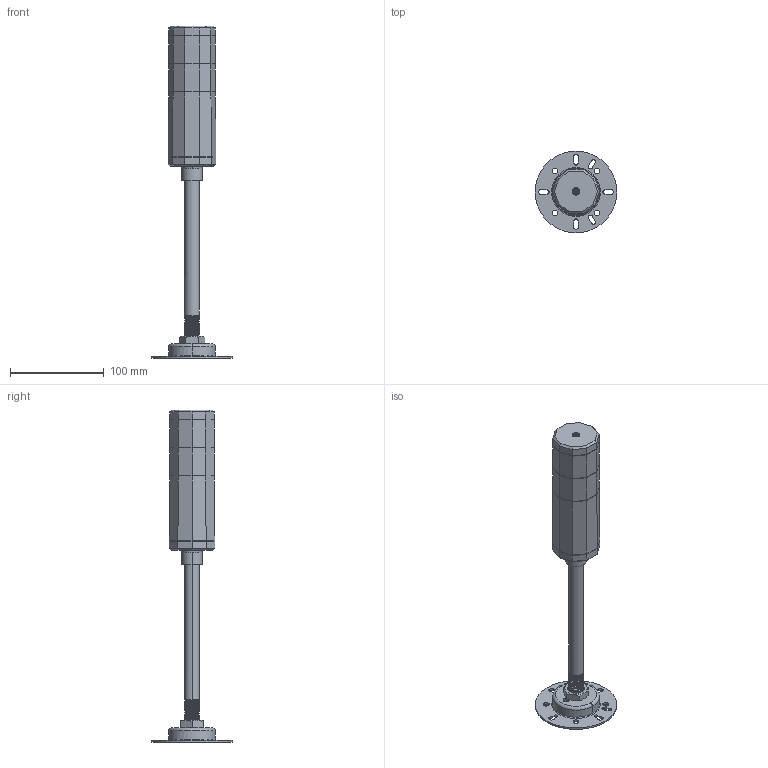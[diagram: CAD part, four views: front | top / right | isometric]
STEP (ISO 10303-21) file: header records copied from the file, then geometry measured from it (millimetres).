
FILE_DESCRIPTION (( 'STEP AP203' ), '1' );
FILE_NAME ('NLA50DC-2B4D SERIES.STEP', '2026-03-09T03:03:57', ( '' ), ( '' ), 'SwSTEP 2.0', 'SolidWorks 2021', '' );
FILE_SCHEMA (( 'CONFIG_CONTROL_DESIGN' ));
Length unit declared in the file: millimetre
Products named in the file (1): NLA50DC-2B4D SERIES
Bounding box: 87.5 x 87.5 x 355 mm (x, y, z)
Volume: 315103.9 mm3; surface area: 81215.7 mm2
Topology: 17 solids, 17 shells, 444 faces, 1148 edges, 746 vertices
Faces by surface type: plane 230, cylinder 128, bspline 40, cone 28, torus 12, sphere 6
Entity records: 19639 total; most frequent: CARTESIAN_POINT 8967, ORIENTED_EDGE 2296, DIRECTION 2052, EDGE_CURVE 1148, VERTEX_POINT 746, AXIS2_PLACEMENT_3D 696, VECTOR 660, LINE 660
